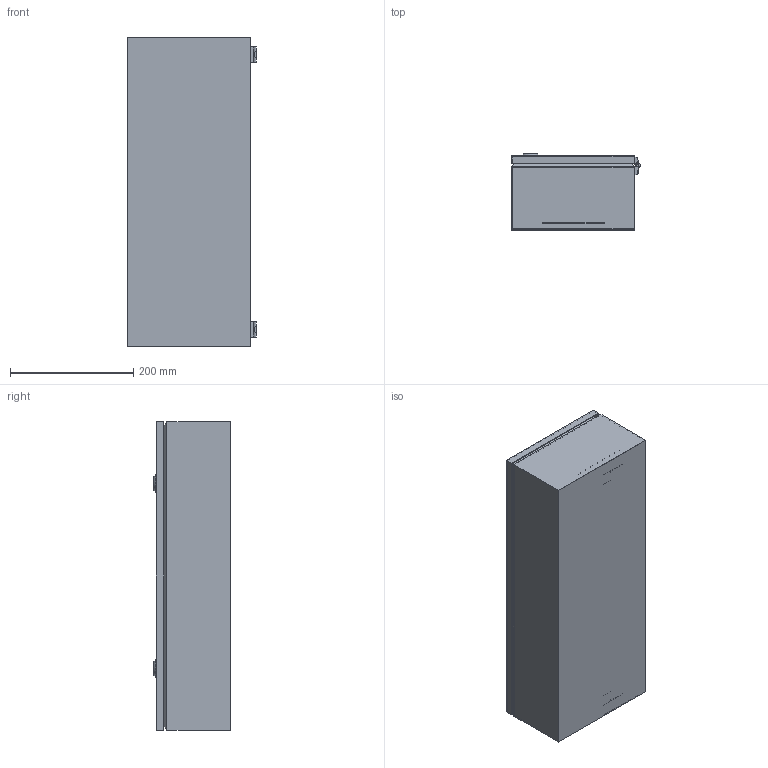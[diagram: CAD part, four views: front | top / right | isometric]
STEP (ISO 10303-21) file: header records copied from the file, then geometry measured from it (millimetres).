
FILE_DESCRIPTION (( 'STEP AP214' ), '1' );
FILE_NAME ('2409-2050-12-07.step', '2023-11-08T13:55:21', ( '' ), ( '' ), 'SwSTEP 2.0', 'SolidWorks 2019', '' );
FILE_SCHEMA (( 'AUTOMOTIVE_DESIGN' ));
Length unit declared in the file: millimetre
Products named in the file (3): 2409-2050-12-07; Korpus_2050-12; Deckel_2050
Assembly tree (2 placements, depth 2):
  2409-2050-12-07
    Deckel_2050
    Korpus_2050-12
Bounding box: 208.5 x 124 x 500 mm (x, y, z)
Volume: 613352.7 mm3; surface area: 789862.3 mm2
Topology: 6 solids, 6 shells, 637 faces, 1582 edges, 1028 vertices
Faces by surface type: plane 433, cylinder 182, torus 12, cone 10
Entity records: 25097 total; most frequent: CARTESIAN_POINT 3540, ORIENTED_EDGE 3164, DIRECTION 3160, EDGE_CURVE 1582, VECTOR 1096, LINE 1096, AXIS2_PLACEMENT_3D 1032, VERTEX_POINT 1028
